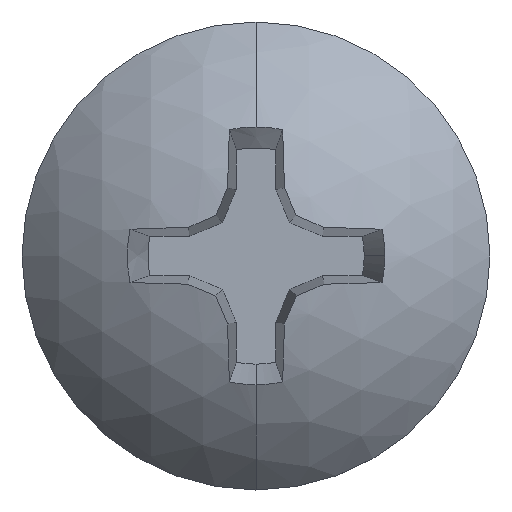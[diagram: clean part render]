
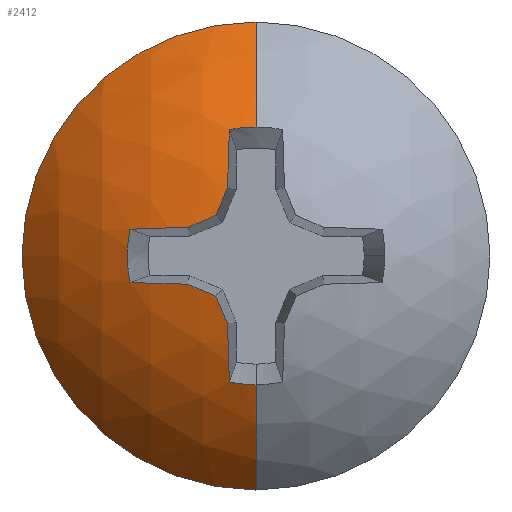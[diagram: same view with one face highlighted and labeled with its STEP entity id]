
A CAD part, top view. The second image highlights one B-rep face of the part: STEP entity #2412.
In plain terms, the highlighted spherical face has radius 5.21 mm.
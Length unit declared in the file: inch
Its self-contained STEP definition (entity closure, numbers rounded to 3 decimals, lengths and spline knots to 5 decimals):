
#143 = CARTESIAN_POINT ( 'NONE',  ( 0., 0.08839, 0.06598 ) ) ;
#144 = CARTESIAN_POINT ( 'NONE',  ( -0.02762, -0.02762, 0.08225 ) ) ;
#152 = CARTESIAN_POINT ( 'NONE',  ( -0.1605, 0., 0.0086 ) ) ;
#165 = CARTESIAN_POINT ( 'NONE',  ( -0.04676, -0.01944, 0.07965 ) ) ;
#268 = CARTESIAN_POINT ( 'NONE',  ( 0., 0.00204, -0.11929 ) ) ;
#269 = DIRECTION ( 'NONE',  ( 0., 0.996, -0.087 ) ) ;
#270 = DIRECTION ( 'NONE',  ( 0., -0.087, -0.996 ) ) ;
#279 = CARTESIAN_POINT ( 'NONE',  ( -0.01694, 0.00701, -0.12071 ) ) ;
#280 = DIRECTION ( 'NONE',  ( -0.92, 0.381, -0.087 ) ) ;
#281 = DIRECTION ( 'NONE',  ( 0.383, 0.924, 0. ) ) ;
#302 = CARTESIAN_POINT ( 'NONE',  ( -0.00701, -0.01694, -0.12071 ) ) ;
#303 = DIRECTION ( 'NONE',  ( -0.381, -0.92, -0.087 ) ) ;
#304 = DIRECTION ( 'NONE',  ( -0.924, 0.383, 0. ) ) ;
#328 = CARTESIAN_POINT ( 'NONE',  ( 0., 0., 0.0086 ) ) ;
#329 = DIRECTION ( 'NONE',  ( 0., 0., -1. ) ) ;
#330 = DIRECTION ( 'NONE',  ( 0., 1., 0. ) ) ;
#332 = CARTESIAN_POINT ( 'NONE',  ( -0.00204, 0., -0.11929 ) ) ;
#333 = DIRECTION ( 'NONE',  ( -0.996, 0., -0.087 ) ) ;
#334 = DIRECTION ( 'NONE',  ( 0.087, 0., -0.996 ) ) ;
#351 = CARTESIAN_POINT ( 'NONE',  ( 0., 0., -0.11911 ) ) ;
#352 = DIRECTION ( 'NONE',  ( 1., 0., 0. ) ) ;
#353 = DIRECTION ( 'NONE',  ( 0., 1., 0. ) ) ;
#368 = CARTESIAN_POINT ( 'NONE',  ( -0.04676, 0.01944, 0.07965 ) ) ;
#376 = CARTESIAN_POINT ( 'NONE',  ( -0.00204, 0., -0.11929 ) ) ;
#377 = DIRECTION ( 'NONE',  ( -0.996, 0., -0.087 ) ) ;
#378 = DIRECTION ( 'NONE',  ( 0.087, 0., -0.996 ) ) ;
#428 = CARTESIAN_POINT ( 'NONE',  ( 0., 0., 0.06598 ) ) ;
#429 = DIRECTION ( 'NONE',  ( 0., 0., -1. ) ) ;
#430 = DIRECTION ( 'NONE',  ( -1., 0., 0. ) ) ;
#451 = CARTESIAN_POINT ( 'NONE',  ( 0., 0., 0.06598 ) ) ;
#452 = DIRECTION ( 'NONE',  ( 0., 0., -1. ) ) ;
#453 = DIRECTION ( 'NONE',  ( 0., 1., 0. ) ) ;
#460 = CARTESIAN_POINT ( 'NONE',  ( -0.00701, 0.01694, -0.12071 ) ) ;
#461 = DIRECTION ( 'NONE',  ( -0.381, 0.92, -0.087 ) ) ;
#462 = DIRECTION ( 'NONE',  ( 0.924, 0.383, 0. ) ) ;
#751 = DIRECTION ( 'NONE',  ( 0., -0.087, 0.996 ) ) ;
#752 = DIRECTION ( 'NONE',  ( 0., -0.996, -0.087 ) ) ;
#753 = CARTESIAN_POINT ( 'NONE',  ( 0., -0.00204, -0.11929 ) ) ;
#764 = DIRECTION ( 'NONE',  ( -0.383, 0.924, 0. ) ) ;
#765 = DIRECTION ( 'NONE',  ( -0.92, -0.381, -0.087 ) ) ;
#766 = CARTESIAN_POINT ( 'NONE',  ( -0.01694, -0.00701, -0.12071 ) ) ;
#769 = DIRECTION ( 'NONE',  ( 0., 0., 1. ) ) ;
#770 = DIRECTION ( 'NONE',  ( -1., 0., 0. ) ) ;
#771 = CARTESIAN_POINT ( 'NONE',  ( 0., 0., -0.11911 ) ) ;
#837 = DIRECTION ( 'NONE',  ( 0., 1., 0. ) ) ;
#1035 = CARTESIAN_POINT ( 'NONE',  ( 0., 0., -0.11911 ) ) ;
#1127 = DIRECTION ( 'NONE',  ( 1., 0., 0. ) ) ;
#2001 = ORIENTED_EDGE ( 'NONE', *, *, #2846, .T. ) ;
#2002 = ORIENTED_EDGE ( 'NONE', *, *, #2864, .T. ) ;
#2003 = ORIENTED_EDGE ( 'NONE', *, *, #2917, .T. ) ;
#2006 = ORIENTED_EDGE ( 'NONE', *, *, #2930, .F. ) ;
#2008 = ORIENTED_EDGE ( 'NONE', *, *, #2835, .T. ) ;
#2009 = ORIENTED_EDGE ( 'NONE', *, *, #2887, .T. ) ;
#2119 = EDGE_LOOP ( 'NONE', ( #2006, #2002, #2001, #2264, #2225, #2203, #2008, #2009, #2273, #2180, #2003, #2229, #2202, #2282, #2257 ) ) ;
#2180 = ORIENTED_EDGE ( 'NONE', *, *, #2893, .T. ) ;
#2202 = ORIENTED_EDGE ( 'NONE', *, *, #2771, .T. ) ;
#2203 = ORIENTED_EDGE ( 'NONE', *, *, #2820, .T. ) ;
#2225 = ORIENTED_EDGE ( 'NONE', *, *, #2901, .T. ) ;
#2229 = ORIENTED_EDGE ( 'NONE', *, *, #2857, .T. ) ;
#2257 = ORIENTED_EDGE ( 'NONE', *, *, #2842, .F. ) ;
#2264 = ORIENTED_EDGE ( 'NONE', *, *, #2772, .T. ) ;
#2273 = ORIENTED_EDGE ( 'NONE', *, *, #2867, .T. ) ;
#2282 = ORIENTED_EDGE ( 'NONE', *, *, #2916, .F. ) ;
#2292 = CARTESIAN_POINT ( 'NONE',  ( -0.01825, 0.08648, 0.06598 ) ) ;
#2295 = CARTESIAN_POINT ( 'NONE',  ( -0.01944, 0.04676, 0.07965 ) ) ;
#2304 = CARTESIAN_POINT ( 'NONE',  ( -0.01825, -0.08648, 0.06598 ) ) ;
#2309 = CARTESIAN_POINT ( 'NONE',  ( 0., 0.1605, 0.0086 ) ) ;
#2312 = CARTESIAN_POINT ( 'NONE',  ( -0.08648, 0.01825, 0.06598 ) ) ;
#2314 = CARTESIAN_POINT ( 'NONE',  ( -0.02762, 0.02762, 0.08225 ) ) ;
#2317 = CARTESIAN_POINT ( 'NONE',  ( 0., -0.08839, 0.06598 ) ) ;
#2335 = CARTESIAN_POINT ( 'NONE',  ( -0.08648, -0.01825, 0.06598 ) ) ;
#2344 = CARTESIAN_POINT ( 'NONE',  ( 0., -0.1605, 0.0086 ) ) ;
#2352 = CARTESIAN_POINT ( 'NONE',  ( -0.01944, -0.04676, 0.07965 ) ) ;
#2412 = ADVANCED_FACE ( 'NONE', ( #3076 ), #3072, .T. ) ;
#2433 = CARTESIAN_POINT ( 'NONE',  ( 0., 0., 0.0086 ) ) ;
#2434 = DIRECTION ( 'NONE',  ( 0., 0., -1. ) ) ;
#2526 = DIRECTION ( 'NONE',  ( 0., 0., -1. ) ) ;
#2527 = DIRECTION ( 'NONE',  ( 0., 1., 0. ) ) ;
#2546 = CARTESIAN_POINT ( 'NONE',  ( 0., 0., 0.06598 ) ) ;
#2573 = DIRECTION ( 'NONE',  ( -1., 0., 0. ) ) ;
#2606 = VERTEX_POINT ( 'NONE', #165 ) ;
#2626 = VERTEX_POINT ( 'NONE', #152 ) ;
#2630 = VERTEX_POINT ( 'NONE', #144 ) ;
#2638 = VERTEX_POINT ( 'NONE', #143 ) ;
#2771 = EDGE_CURVE ( 'NONE', #2638, #2981, #3150, .T. ) ;
#2772 = EDGE_CURVE ( 'NONE', #3024, #2630, #3149, .T. ) ;
#2775 = AXIS2_PLACEMENT_3D ( 'NONE', #1035, #1127, #837 ) ;
#2800 = AXIS2_PLACEMENT_3D ( 'NONE', #771, #770, #769 ) ;
#2801 = AXIS2_PLACEMENT_3D ( 'NONE', #766, #765, #764 ) ;
#2802 = AXIS2_PLACEMENT_3D ( 'NONE', #753, #752, #751 ) ;
#2804 = AXIS2_PLACEMENT_3D ( 'NONE', #2546, #2526, #2573 ) ;
#2806 = AXIS2_PLACEMENT_3D ( 'NONE', #2433, #2434, #2527 ) ;
#2808 = AXIS2_PLACEMENT_3D ( 'NONE', #376, #377, #378 ) ;
#2811 = AXIS2_PLACEMENT_3D ( 'NONE', #428, #429, #430 ) ;
#2813 = AXIS2_PLACEMENT_3D ( 'NONE', #451, #452, #453 ) ;
#2814 = AXIS2_PLACEMENT_3D ( 'NONE', #460, #461, #462 ) ;
#2817 = AXIS2_PLACEMENT_3D ( 'NONE', #268, #269, #270 ) ;
#2820 = EDGE_CURVE ( 'NONE', #2606, #3007, #3154, .T. ) ;
#2825 = AXIS2_PLACEMENT_3D ( 'NONE', #279, #280, #281 ) ;
#2828 = AXIS2_PLACEMENT_3D ( 'NONE', #302, #303, #304 ) ;
#2830 = AXIS2_PLACEMENT_3D ( 'NONE', #328, #329, #330 ) ;
#2831 = AXIS2_PLACEMENT_3D ( 'NONE', #332, #333, #334 ) ;
#2835 = EDGE_CURVE ( 'NONE', #3007, #2984, #3160, .T. ) ;
#2842 = EDGE_CURVE ( 'NONE', #3016, #2626, #3166, .T. ) ;
#2846 = EDGE_CURVE ( 'NONE', #2975, #3024, #3173, .T. ) ;
#2857 = EDGE_CURVE ( 'NONE', #2962, #2638, #3179, .T. ) ;
#2864 = EDGE_CURVE ( 'NONE', #2989, #2975, #3191, .T. ) ;
#2867 = EDGE_CURVE ( 'NONE', #2977, #2986, #3188, .T. ) ;
#2880 = AXIS2_PLACEMENT_3D ( 'NONE', #351, #352, #353 ) ;
#2887 = EDGE_CURVE ( 'NONE', #2984, #2977, #3206, .T. ) ;
#2893 = EDGE_CURVE ( 'NONE', #2986, #2965, #3210, .T. ) ;
#2901 = EDGE_CURVE ( 'NONE', #2630, #2606, #3215, .T. ) ;
#2916 = EDGE_CURVE ( 'NONE', #2626, #2981, #3234, .T. ) ;
#2917 = EDGE_CURVE ( 'NONE', #2965, #2962, #3235, .T. ) ;
#2930 = EDGE_CURVE ( 'NONE', #2989, #3016, #3244, .T. ) ;
#2962 = VERTEX_POINT ( 'NONE', #2292 ) ;
#2965 = VERTEX_POINT ( 'NONE', #2295 ) ;
#2975 = VERTEX_POINT ( 'NONE', #2304 ) ;
#2977 = VERTEX_POINT ( 'NONE', #368 ) ;
#2981 = VERTEX_POINT ( 'NONE', #2309 ) ;
#2984 = VERTEX_POINT ( 'NONE', #2312 ) ;
#2986 = VERTEX_POINT ( 'NONE', #2314 ) ;
#2989 = VERTEX_POINT ( 'NONE', #2317 ) ;
#3007 = VERTEX_POINT ( 'NONE', #2335 ) ;
#3016 = VERTEX_POINT ( 'NONE', #2344 ) ;
#3024 = VERTEX_POINT ( 'NONE', #2352 ) ;
#3072 = SPHERICAL_SURFACE ( 'NONE', #2775, 0.20511 ) ;
#3076 = FACE_OUTER_BOUND ( 'NONE', #2119, .T. ) ;
#3149 = CIRCLE ( 'NONE', #2801, 0.20428 ) ;
#3150 = CIRCLE ( 'NONE', #2800, 0.20511 ) ;
#3154 = CIRCLE ( 'NONE', #2802, 0.2051 ) ;
#3160 = CIRCLE ( 'NONE', #2804, 0.08839 ) ;
#3166 = CIRCLE ( 'NONE', #2806, 0.1605 ) ;
#3173 = CIRCLE ( 'NONE', #2808, 0.2051 ) ;
#3179 = CIRCLE ( 'NONE', #2811, 0.08839 ) ;
#3188 = CIRCLE ( 'NONE', #2814, 0.20428 ) ;
#3191 = CIRCLE ( 'NONE', #2813, 0.08839 ) ;
#3206 = CIRCLE ( 'NONE', #2817, 0.2051 ) ;
#3210 = CIRCLE ( 'NONE', #2825, 0.20428 ) ;
#3215 = CIRCLE ( 'NONE', #2828, 0.20428 ) ;
#3234 = CIRCLE ( 'NONE', #2830, 0.1605 ) ;
#3235 = CIRCLE ( 'NONE', #2831, 0.2051 ) ;
#3244 = CIRCLE ( 'NONE', #2880, 0.20511 ) ;
